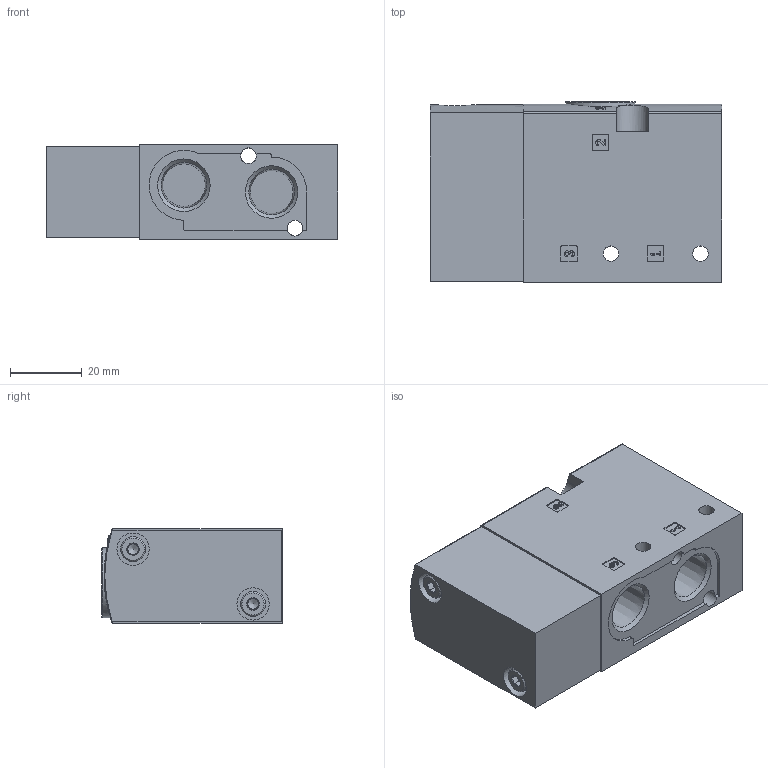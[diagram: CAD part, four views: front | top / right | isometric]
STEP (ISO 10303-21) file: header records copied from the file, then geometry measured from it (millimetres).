
FILE_DESCRIPTION(/* description */ ('STEP AP214'),/* implementation_level */ '2;1');
FILE_NAME(/* name */ '8035217_VUWS-LT25-M32C-M-N14',/* time_stamp */ '2024-09-17T22:44:50+02:00',/* author */ ('License CC BY-ND 4.0'),/* organization */ ('CADENAS'),/* preprocessor_version */ 'ST-DEVELOPER v19.3',/* originating_system */ 'PARTsolutions',/* authorisation */ ' ');
FILE_SCHEMA (('AUTOMOTIVE_DESIGN {1 0 10303 214 3 1 1}'));
Length unit declared in the file: millimetre
Products named in the file (4): 8035217 VUWS-LT25-M32C-M-N14; 8030065 VUVS-LT25-M32.-MD-N14 HOUSING---(H---0_M); 2925507 VUVS-L25-G-COVER53---(C---NPT); DIN-912 - M4x30(F)
Assembly tree (4 placements, depth 2):
  8035217 VUWS-LT25-M32C-M-N14
    8030065 VUVS-LT25-M32.-MD-N14 HOUSING---(H---0_M)
    2925507 VUVS-L25-G-COVER53---(C---NPT)
    DIN-912 - M4x30(F)  x2
Bounding box: 81.5 x 50.5 x 26.5 mm (x, y, z)
Volume: 95458.7 mm3; surface area: 23139.4 mm2
Topology: 4 solids, 4 shells, 271 faces, 669 edges, 427 vertices
Faces by surface type: plane 150, cylinder 81, cone 39, torus 1
Full cylindrical faces by diameter (mm): 2 x1, 2.5 x2, 3.242 x2, 3.967 x1, 4 x2, 4.3 x2, 4.4 x2, 4.5 x2, 7 x2, 9 x2, 10 x1, 19.5 x1
Entity records: 7211 total; most frequent: CARTESIAN_POINT 1292, DIRECTION 1240, ORIENTED_EDGE 1126, EDGE_CURVE 563, AXIS2_PLACEMENT_3D 443, VERTEX_POINT 393, LINE 354, VECTOR 354
